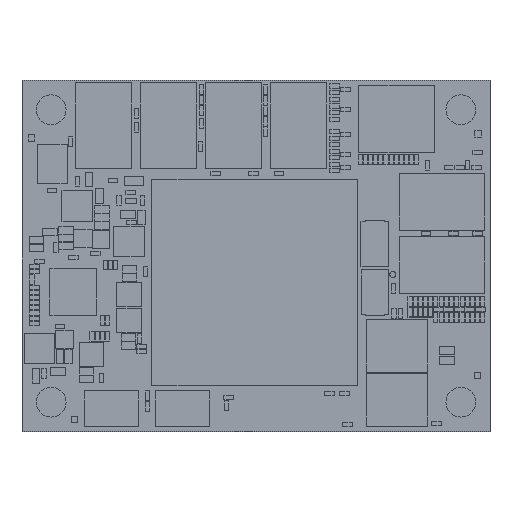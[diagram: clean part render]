
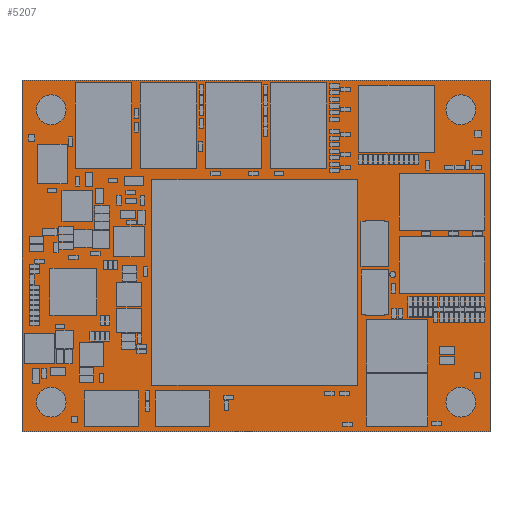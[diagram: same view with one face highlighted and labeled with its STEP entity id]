
A CAD part, top view. The second image highlights one B-rep face of the part: STEP entity #5207.
In plain terms, the highlighted planar face has unit normal (0, 0, 1).
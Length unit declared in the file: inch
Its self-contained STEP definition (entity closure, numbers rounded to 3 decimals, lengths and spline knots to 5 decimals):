
#3219=FACE_OUTER_BOUND($,#3429,.F.);
#3429=EDGE_LOOP($,(#5417,#5418,#5419,#5420));
#3639=AXIS2_PLACEMENT_3D($,#10577,#8835,$);
#5001=PLANE($,#3639);
#5207=ADVANCED_FACE($,(#3219),#5001,.T.);
#5417=ORIENTED_EDGE($,*,*,#6281,.T.);
#5418=ORIENTED_EDGE($,*,*,#6282,.T.);
#5419=ORIENTED_EDGE($,*,*,#6283,.T.);
#5420=ORIENTED_EDGE($,*,*,#6284,.T.);
#6281=EDGE_CURVE($,#7660,#7661,#7203,.T.);
#6282=EDGE_CURVE($,#7661,#7662,#7204,.T.);
#6283=EDGE_CURVE($,#7662,#7663,#7205,.T.);
#6284=EDGE_CURVE($,#7663,#7660,#7206,.T.);
#6746=VECTOR($,#8838,3.1496);
#6747=VECTOR($,#8839,2.3622);
#6748=VECTOR($,#8840,3.1496);
#6749=VECTOR($,#8841,2.3622);
#7203=LINE($,#10576,#6746);
#7204=LINE($,#10577,#6747);
#7205=LINE($,#10578,#6748);
#7206=LINE($,#10579,#6749);
#7660=VERTEX_POINT($,#10576);
#7661=VERTEX_POINT($,#10577);
#7662=VERTEX_POINT($,#10578);
#7663=VERTEX_POINT($,#10579);
#8835=DIRECTION($,(0.,0.,1.));
#8838=DIRECTION($,(1.,0.,0.));
#8839=DIRECTION($,(0.,-1.,0.));
#8840=DIRECTION($,(-1.,0.,0.));
#8841=DIRECTION($,(0.,1.,0.));
#10576=CARTESIAN_POINT('',(0.,2.3622,0.));
#10577=CARTESIAN_POINT('',(3.1496,2.3622,0.));
#10578=CARTESIAN_POINT('',(3.1496,0.,0.));
#10579=CARTESIAN_POINT('',(0.,0.,0.));
